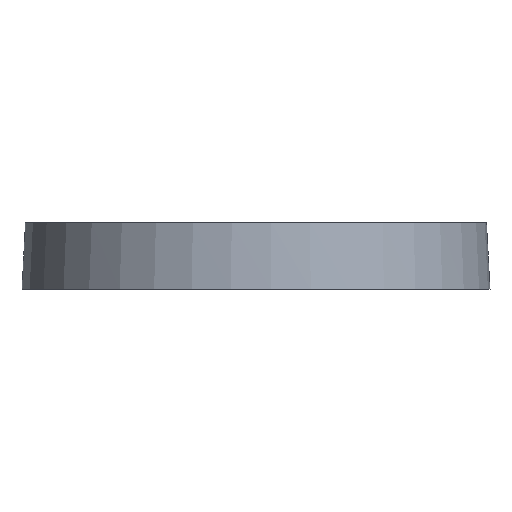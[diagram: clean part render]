
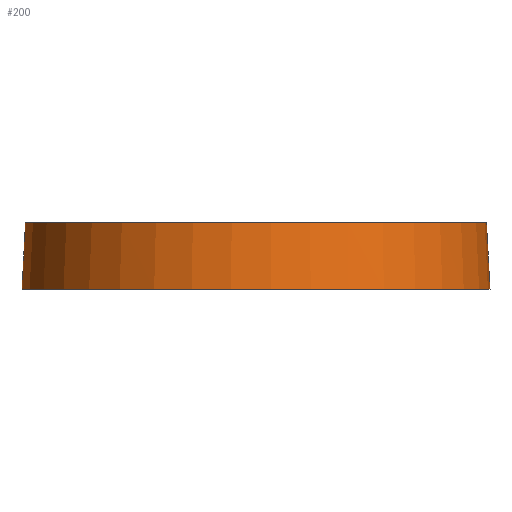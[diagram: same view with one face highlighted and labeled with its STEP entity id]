
A CAD part, front view. The second image highlights one B-rep face of the part: STEP entity #200.
In plain terms, the highlighted conical face has half-angle 3 degrees and reference radius 20.686 mm.
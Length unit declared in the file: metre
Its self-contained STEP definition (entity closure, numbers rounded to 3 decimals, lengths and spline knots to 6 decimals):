
#200 = ADVANCED_FACE( '', ( #554 ), #555, .T. );
#554 = FACE_OUTER_BOUND( '', #985, .T. );
#555 = CONICAL_SURFACE( '', #986, 0.020686, 0.052 );
#985 = EDGE_LOOP( '', ( #1471, #1472, #1473, #1474 ) );
#986 = AXIS2_PLACEMENT_3D( '', #1475, #1476, #1477 );
#1471 = ORIENTED_EDGE( '', *, *, #1643, .F. );
#1472 = ORIENTED_EDGE( '', *, *, #1673, .T. );
#1473 = ORIENTED_EDGE( '', *, *, #1523, .F. );
#1474 = ORIENTED_EDGE( '', *, *, #1531, .T. );
#1475 = CARTESIAN_POINT( '', ( 0., 0., 0.006 ) );
#1476 = DIRECTION( '', ( 0., 0., -1. ) );
#1477 = DIRECTION( '', ( -1., 0., 0. ) );
#1523 = EDGE_CURVE( '', #1718, #1720, #1721, .F. );
#1531 = EDGE_CURVE( '', #1718, #1732, #1735, .T. );
#1643 = EDGE_CURVE( '', #1913, #1732, #1915, .T. );
#1673 = EDGE_CURVE( '', #1913, #1720, #1970, .T. );
#1718 = VERTEX_POINT( '', #2034 );
#1720 = VERTEX_POINT( '', #2056 );
#1721 = CIRCLE( '', #2057, 0.020686 );
#1732 = VERTEX_POINT( '', #2137 );
#1735 = B_SPLINE_CURVE_WITH_KNOTS( '', 3, ( #2161, #2162, #2163, #2164 ), .UNSPECIFIED., .F., .F., ( 4, 4 ), ( 0., 0.00601 ), .UNSPECIFIED. );
#1913 = VERTEX_POINT( '', #2412 );
#1915 = CIRCLE( '', #2435, 0.021 );
#1970 = B_SPLINE_CURVE_WITH_KNOTS( '', 3, ( #2490, #2491, #2492, #2493 ), .UNSPECIFIED., .F., .F., ( 4, 4 ), ( 0., 0.00601 ), .UNSPECIFIED. );
#2034 = CARTESIAN_POINT( '', ( 0.016283, 0.012757, 0.006 ) );
#2056 = CARTESIAN_POINT( '', ( 0.01919, 0.007723, 0.006 ) );
#2057 = AXIS2_PLACEMENT_3D( '', #2556, #2557, #2558 );
#2137 = CARTESIAN_POINT( '', ( 0.016449, 0.013055, 0. ) );
#2161 = CARTESIAN_POINT( '', ( 0.016283, 0.012757, 0.006 ) );
#2162 = CARTESIAN_POINT( '', ( 0.016338, 0.012857, 0.004 ) );
#2163 = CARTESIAN_POINT( '', ( 0.016393, 0.012957, 0.002 ) );
#2164 = CARTESIAN_POINT( '', ( 0.016449, 0.013055, 0. ) );
#2412 = CARTESIAN_POINT( '', ( 0.019531, 0.007717, 0. ) );
#2435 = AXIS2_PLACEMENT_3D( '', #2760, #2761, #2762 );
#2490 = CARTESIAN_POINT( '', ( 0.019531, 0.007717, 0. ) );
#2491 = CARTESIAN_POINT( '', ( 0.019417, 0.007719, 0.002 ) );
#2492 = CARTESIAN_POINT( '', ( 0.019304, 0.007721, 0.004 ) );
#2493 = CARTESIAN_POINT( '', ( 0.01919, 0.007723, 0.006 ) );
#2556 = CARTESIAN_POINT( '', ( 0., 0., 0.006 ) );
#2557 = DIRECTION( '', ( 0., 0., -1. ) );
#2558 = DIRECTION( '', ( -1., 0., 0. ) );
#2760 = CARTESIAN_POINT( '', ( 0., 0., 0. ) );
#2761 = DIRECTION( '', ( 0., 0., -1. ) );
#2762 = DIRECTION( '', ( -1., 0., 0. ) );
